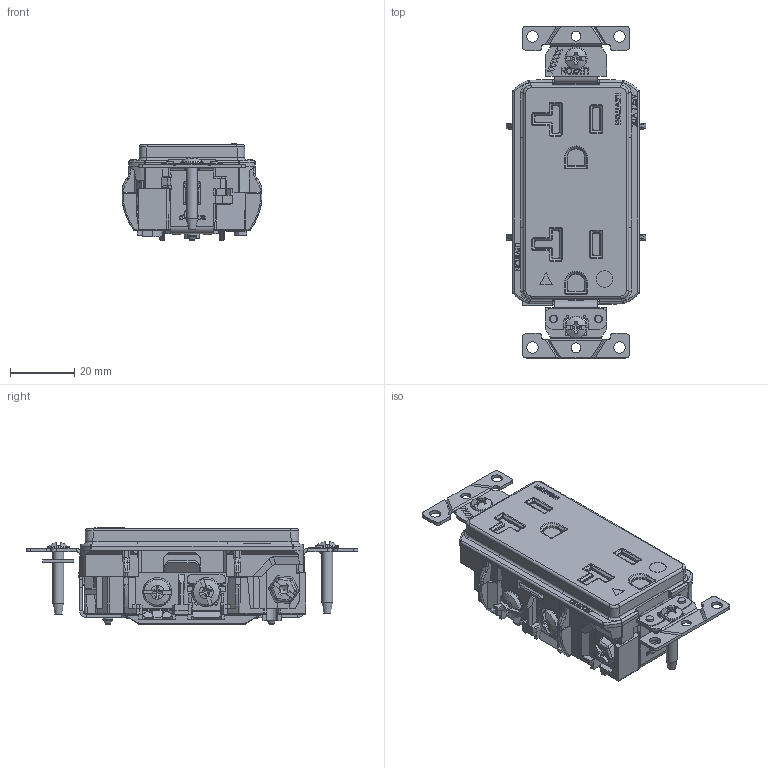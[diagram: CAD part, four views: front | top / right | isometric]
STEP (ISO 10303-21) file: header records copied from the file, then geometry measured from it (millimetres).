
FILE_DESCRIPTION (( 'STEP AP214' ), '1' );
FILE_NAME ('CATSTD-DT830-IGX-M01.STEP', '2020-10-21T12:27:11', ( '' ), ( '' ), 'SwSTEP 2.0', 'SolidWorks 2020', '' );
FILE_SCHEMA (( 'AUTOMOTIVE_DESIGN' ));
Length unit declared in the file: inch
Products named in the file (1): CATSTD-DT830-IGX-M01
Bounding box: 43.43 x 103.17 x 29.97 mm (x, y, z)
Volume: 59962.4 mm3; surface area: 23956.7 mm2
Topology: 5 solids, 11 shells, 4010 faces, 10653 edges, 6822 vertices
Faces by surface type: plane 2620, bspline 621, cylinder 575, cone 100, torus 52, sphere 42
Full cylindrical faces by diameter (mm): 1.016 x12, 2.184 x2, 2.286 x1, 2.413 x2, 2.858 x1, 3.048 x2, 3.302 x1, 3.378 x1, 3.404 x2, 3.505 x2, 3.556 x5, 3.734 x1, 3.783 x1, 3.988 x2, 4.166 x5, 4.699 x1, 4.953 x3, 5.205 x1, 6.858 x2
Entity records: 207237 total; most frequent: CARTESIAN_POINT 62497, ORIENTED_EDGE 21012, DIRECTION 16578, EDGE_CURVE 10506, LINE 7468, VECTOR 7468, VERTEX_POINT 6766, AXIS2_PLACEMENT_3D 4555
